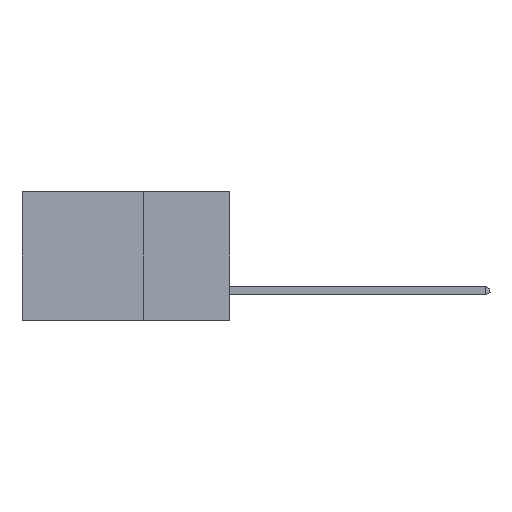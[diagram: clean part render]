
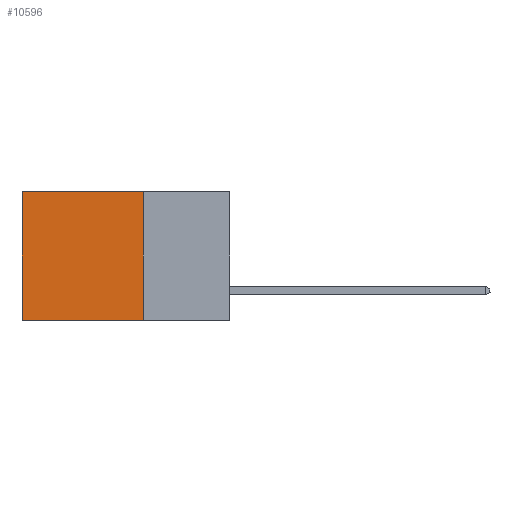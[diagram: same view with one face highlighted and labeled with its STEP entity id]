
A CAD part, left-side view. The second image highlights one B-rep face of the part: STEP entity #10596.
In plain terms, the highlighted planar face has unit normal (-1, 0, 0).
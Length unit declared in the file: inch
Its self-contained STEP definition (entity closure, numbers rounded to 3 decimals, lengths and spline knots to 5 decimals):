
#86 = VECTOR ( 'NONE', #10122, 39.37008 ) ;
#167 = PLANE ( 'NONE',  #6837 ) ;
#214 = ORIENTED_EDGE ( 'NONE', *, *, #10598, .T. ) ;
#299 = CARTESIAN_POINT ( 'NONE',  ( 0.298, 0.25, -0.37 ) ) ;
#966 = ORIENTED_EDGE ( 'NONE', *, *, #6430, .F. ) ;
#1110 = CARTESIAN_POINT ( 'NONE',  ( 0.298, 0.25, 0. ) ) ;
#1125 = LINE ( 'NONE', #2936, #6831 ) ;
#1838 = VERTEX_POINT ( 'NONE', #6878 ) ;
#1865 = VECTOR ( 'NONE', #6331, 39.37008 ) ;
#2081 = CARTESIAN_POINT ( 'NONE',  ( 0.298, 0.6, -0.37 ) ) ;
#2490 = EDGE_LOOP ( 'NONE', ( #214, #966, #8621, #9861 ) ) ;
#2936 = CARTESIAN_POINT ( 'NONE',  ( 0.298, 0.25, 0. ) ) ;
#4177 = DIRECTION ( 'NONE',  ( 0., 1., 0. ) ) ;
#4744 = CARTESIAN_POINT ( 'NONE',  ( 0.298, 0.25, 0. ) ) ;
#6331 = DIRECTION ( 'NONE',  ( 0., 0., -1. ) ) ;
#6366 = DIRECTION ( 'NONE',  ( 0., 0., -1. ) ) ;
#6430 = EDGE_CURVE ( 'NONE', #9576, #9045, #6843, .T. ) ;
#6831 = VECTOR ( 'NONE', #8253, 39.37008 ) ;
#6837 = AXIS2_PLACEMENT_3D ( 'NONE', #1110, #7377, #6366 ) ;
#6843 = LINE ( 'NONE', #8418, #9501 ) ;
#6875 = EDGE_CURVE ( 'NONE', #1838, #6963, #1125, .T. ) ;
#6878 = CARTESIAN_POINT ( 'NONE',  ( 0.298, 0.25, 0. ) ) ;
#6963 = VERTEX_POINT ( 'NONE', #10980 ) ;
#7377 = DIRECTION ( 'NONE',  ( 1., 0., 0. ) ) ;
#7594 = FACE_OUTER_BOUND ( 'NONE', #2490, .T. ) ;
#8233 = CARTESIAN_POINT ( 'NONE',  ( 0.298, 0.6, 0. ) ) ;
#8253 = DIRECTION ( 'NONE',  ( 0., 1., 0. ) ) ;
#8418 = CARTESIAN_POINT ( 'NONE',  ( 0.298, 0.25, -0.37 ) ) ;
#8621 = ORIENTED_EDGE ( 'NONE', *, *, #9590, .F. ) ;
#9045 = VERTEX_POINT ( 'NONE', #2081 ) ;
#9501 = VECTOR ( 'NONE', #4177, 39.37008 ) ;
#9576 = VERTEX_POINT ( 'NONE', #299 ) ;
#9590 = EDGE_CURVE ( 'NONE', #1838, #9576, #11288, .T. ) ;
#9861 = ORIENTED_EDGE ( 'NONE', *, *, #6875, .T. ) ;
#10122 = DIRECTION ( 'NONE',  ( 0., 0., -1. ) ) ;
#10596 = ADVANCED_FACE ( 'NONE', ( #7594 ), #167, .F. ) ;
#10598 = EDGE_CURVE ( 'NONE', #6963, #9045, #11117, .T. ) ;
#10980 = CARTESIAN_POINT ( 'NONE',  ( 0.298, 0.6, 0. ) ) ;
#11117 = LINE ( 'NONE', #8233, #1865 ) ;
#11288 = LINE ( 'NONE', #4744, #86 ) ;
